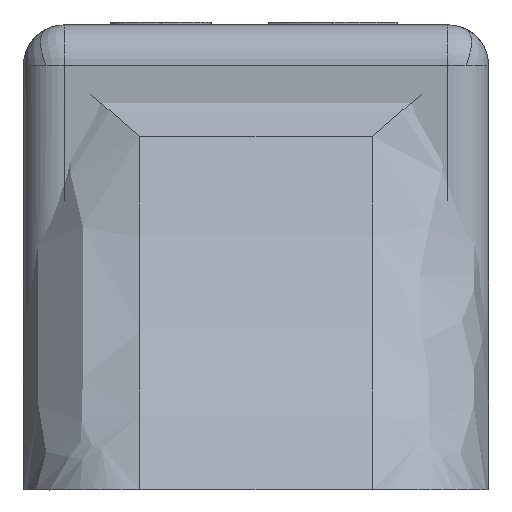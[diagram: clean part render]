
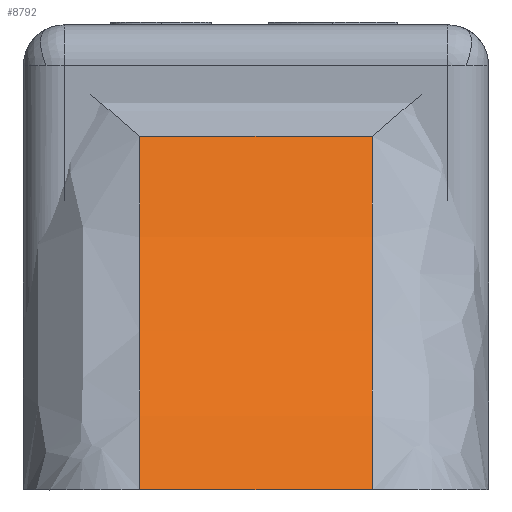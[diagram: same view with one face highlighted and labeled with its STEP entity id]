
A CAD part, left-side view. The second image highlights one B-rep face of the part: STEP entity #8792.
In plain terms, the highlighted cylindrical face has radius 1.2 mm (diameter 2.4 mm), a partial arc.
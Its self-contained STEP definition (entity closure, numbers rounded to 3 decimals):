
#17 = EDGE_LOOP ( 'NONE', ( #21259, #21430, #2107, #6771 ) ) ;
#102 = CARTESIAN_POINT ( 'NONE',  ( -1.23, 0., 0. ) ) ;
#544 = LINE ( 'NONE', #102, #13603 ) ;
#659 = VERTEX_POINT ( 'NONE', #2917 ) ;
#2107 = ORIENTED_EDGE ( 'NONE', *, *, #12810, .F. ) ;
#2405 = VECTOR ( 'NONE', #8571, 1000. ) ;
#2917 = CARTESIAN_POINT ( 'NONE',  ( -1.23, 0.2, 0. ) ) ;
#3003 = AXIS2_PLACEMENT_3D ( 'NONE', #10569, #5254, #19404 ) ;
#3551 = DIRECTION ( 'NONE',  ( 0., 1., 0. ) ) ;
#4974 = CARTESIAN_POINT ( 'NONE',  ( -0.828, -9.6, 0.608 ) ) ;
#5254 = DIRECTION ( 'NONE',  ( 0., 1., 0. ) ) ;
#6771 = ORIENTED_EDGE ( 'NONE', *, *, #22655, .F. ) ;
#7069 = CIRCLE ( 'NONE', #3003, 1.2 ) ;
#7293 = DIRECTION ( 'NONE',  ( 0., 0., -1. ) ) ;
#7764 = DIRECTION ( 'NONE',  ( 0., -1., 0. ) ) ;
#8571 = DIRECTION ( 'NONE',  ( 0., -1., 0. ) ) ;
#8792 = ADVANCED_FACE ( 'NONE', ( #22070 ), #14849, .F. ) ;
#9920 = DIRECTION ( 'NONE',  ( 0., 1., 0. ) ) ;
#10569 = CARTESIAN_POINT ( 'NONE',  ( -1.982, -0.2, 0.935 ) ) ;
#10908 = AXIS2_PLACEMENT_3D ( 'NONE', #16480, #7764, #7293 ) ;
#11234 = CIRCLE ( 'NONE', #10908, 1.2 ) ;
#11533 = CARTESIAN_POINT ( 'NONE',  ( -1.982, -9.6, 0.935 ) ) ;
#12810 = EDGE_CURVE ( 'NONE', #13423, #16958, #7069, .T. ) ;
#13349 = DIRECTION ( 'NONE',  ( 0., 0., 1. ) ) ;
#13423 = VERTEX_POINT ( 'NONE', #16663 ) ;
#13603 = VECTOR ( 'NONE', #3551, 1000. ) ;
#14131 = EDGE_CURVE ( 'NONE', #16958, #659, #544, .T. ) ;
#14849 = CYLINDRICAL_SURFACE ( 'NONE', #19101, 1.2 ) ;
#15839 = VERTEX_POINT ( 'NONE', #21851 ) ;
#16480 = CARTESIAN_POINT ( 'NONE',  ( -1.982, 0.2, 0.935 ) ) ;
#16663 = CARTESIAN_POINT ( 'NONE',  ( -0.828, -0.2, 0.608 ) ) ;
#16958 = VERTEX_POINT ( 'NONE', #18585 ) ;
#18585 = CARTESIAN_POINT ( 'NONE',  ( -1.23, -0.2, 0. ) ) ;
#18994 = LINE ( 'NONE', #4974, #2405 ) ;
#19101 = AXIS2_PLACEMENT_3D ( 'NONE', #11533, #9920, #13349 ) ;
#19404 = DIRECTION ( 'NONE',  ( 0., 0., 1. ) ) ;
#21259 = ORIENTED_EDGE ( 'NONE', *, *, #22491, .F. ) ;
#21430 = ORIENTED_EDGE ( 'NONE', *, *, #14131, .F. ) ;
#21851 = CARTESIAN_POINT ( 'NONE',  ( -0.828, 0.2, 0.608 ) ) ;
#22070 = FACE_OUTER_BOUND ( 'NONE', #17, .T. ) ;
#22491 = EDGE_CURVE ( 'NONE', #659, #15839, #11234, .T. ) ;
#22655 = EDGE_CURVE ( 'NONE', #15839, #13423, #18994, .T. ) ;
